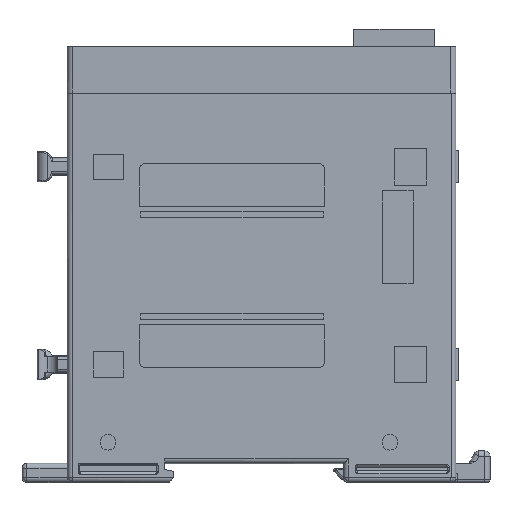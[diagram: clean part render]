
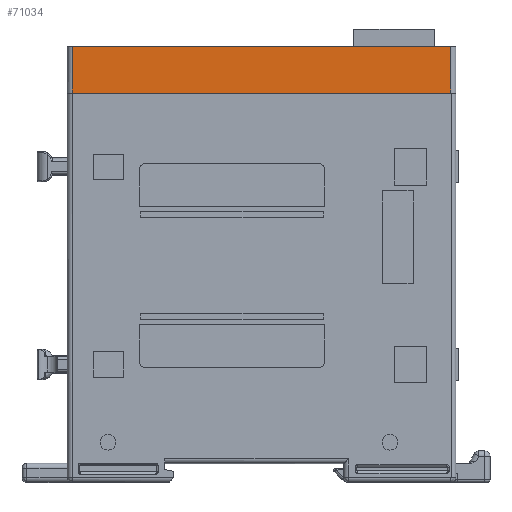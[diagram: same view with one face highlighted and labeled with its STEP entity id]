
A CAD part, left-side view. The second image highlights one B-rep face of the part: STEP entity #71034.
In plain terms, the highlighted planar face has unit normal (-1, 0, 0).
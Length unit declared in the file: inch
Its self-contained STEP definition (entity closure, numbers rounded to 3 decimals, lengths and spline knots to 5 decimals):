
#1341 = DIRECTION ( 'NONE',  ( 1., 0., 0. ) ) ;
#5742 = EDGE_CURVE ( 'NONE', #111798, #79797, #12920, .T. ) ;
#8198 = VECTOR ( 'NONE', #27634, 39.37008 ) ;
#12920 = LINE ( 'NONE', #79108, #57226 ) ;
#16444 = ORIENTED_EDGE ( 'NONE', *, *, #42024, .F. ) ;
#20028 = PLANE ( 'NONE',  #114946 ) ;
#20108 = VECTOR ( 'NONE', #47282, 39.37008 ) ;
#27634 = DIRECTION ( 'NONE',  ( 0., -1., 0. ) ) ;
#29939 = CARTESIAN_POINT ( 'NONE',  ( -0.45335, -1.47638, 1.62724 ) ) ;
#33283 = CARTESIAN_POINT ( 'NONE',  ( -0.45335, 1.47638, 1.26209 ) ) ;
#33529 = LINE ( 'NONE', #69150, #40526 ) ;
#36143 = DIRECTION ( 'NONE',  ( 0., 0., -1. ) ) ;
#40526 = VECTOR ( 'NONE', #70323, 39.37008 ) ;
#42024 = EDGE_CURVE ( 'NONE', #79797, #103583, #57387, .T. ) ;
#42305 = ORIENTED_EDGE ( 'NONE', *, *, #113203, .F. ) ;
#46849 = CARTESIAN_POINT ( 'NONE',  ( -0.45335, -1.47638, 1.26209 ) ) ;
#46896 = CARTESIAN_POINT ( 'NONE',  ( -0.45335, -1.51614, 1.26209 ) ) ;
#47282 = DIRECTION ( 'NONE',  ( 0., 1., 0. ) ) ;
#49711 = EDGE_LOOP ( 'NONE', ( #107210, #42305, #94097, #16444 ) ) ;
#55628 = CARTESIAN_POINT ( 'NONE',  ( -0.45335, -1.51575, 1.6115 ) ) ;
#56813 = FACE_OUTER_BOUND ( 'NONE', #49711, .T. ) ;
#57226 = VECTOR ( 'NONE', #36143, 39.37008 ) ;
#57387 = LINE ( 'NONE', #46896, #20108 ) ;
#59439 = LINE ( 'NONE', #88745, #8198 ) ;
#69150 = CARTESIAN_POINT ( 'NONE',  ( -0.45335, 1.47638, 1.6115 ) ) ;
#70323 = DIRECTION ( 'NONE',  ( 0., 0., 1. ) ) ;
#71034 = ADVANCED_FACE ( 'NONE', ( #56813 ), #20028, .F. ) ;
#73747 = DIRECTION ( 'NONE',  ( 0., 0., -1. ) ) ;
#74987 = EDGE_CURVE ( 'NONE', #103583, #105274, #33529, .T. ) ;
#79108 = CARTESIAN_POINT ( 'NONE',  ( -0.45335, -1.47638, 1.6115 ) ) ;
#79797 = VERTEX_POINT ( 'NONE', #46849 ) ;
#80536 = CARTESIAN_POINT ( 'NONE',  ( -0.45335, 1.47638, 1.62724 ) ) ;
#88745 = CARTESIAN_POINT ( 'NONE',  ( -0.45335, -1.47638, 1.62724 ) ) ;
#94097 = ORIENTED_EDGE ( 'NONE', *, *, #74987, .F. ) ;
#103583 = VERTEX_POINT ( 'NONE', #33283 ) ;
#105274 = VERTEX_POINT ( 'NONE', #80536 ) ;
#107210 = ORIENTED_EDGE ( 'NONE', *, *, #5742, .F. ) ;
#111798 = VERTEX_POINT ( 'NONE', #29939 ) ;
#113203 = EDGE_CURVE ( 'NONE', #105274, #111798, #59439, .T. ) ;
#114946 = AXIS2_PLACEMENT_3D ( 'NONE', #55628, #1341, #73747 ) ;
